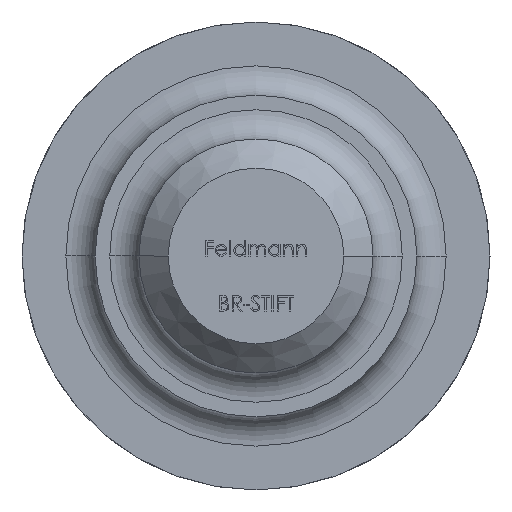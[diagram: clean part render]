
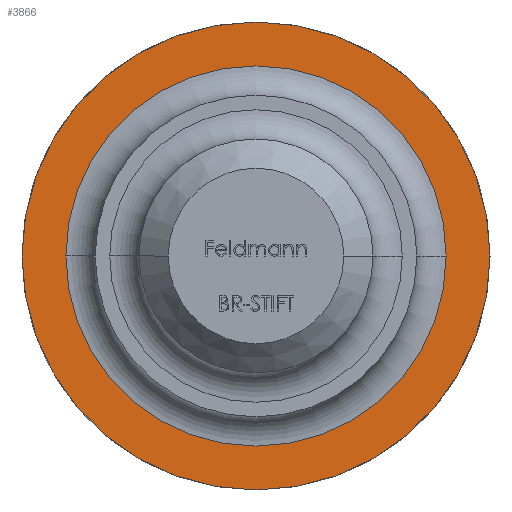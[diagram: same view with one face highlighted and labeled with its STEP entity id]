
A CAD part, front view. The second image highlights one B-rep face of the part: STEP entity #3866.
In plain terms, the highlighted planar face has unit normal (0, -1, 0).
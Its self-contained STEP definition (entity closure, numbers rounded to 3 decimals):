
#16 = EDGE_LOOP ( 'NONE', ( #1441, #472 ) ) ;
#101 = DIRECTION ( 'NONE',  ( 0., -1., 0. ) ) ;
#141 = AXIS2_PLACEMENT_3D ( 'NONE', #7686, #101, #8543 ) ;
#275 = DIRECTION ( 'NONE',  ( 1., 0., 0. ) ) ;
#309 = CIRCLE ( 'NONE', #3002, 6.5 ) ;
#472 = ORIENTED_EDGE ( 'NONE', *, *, #2710, .T. ) ;
#790 = FACE_OUTER_BOUND ( 'NONE', #16, .T. ) ;
#1258 = CARTESIAN_POINT ( 'NONE',  ( 0., 5., 0. ) ) ;
#1441 = ORIENTED_EDGE ( 'NONE', *, *, #4459, .T. ) ;
#1505 = DIRECTION ( 'NONE',  ( 1., 0., 0. ) ) ;
#1539 = CARTESIAN_POINT ( 'NONE',  ( 6.5, 5., 0. ) ) ;
#2009 = CARTESIAN_POINT ( 'NONE',  ( -8., 5., 0. ) ) ;
#2016 = AXIS2_PLACEMENT_3D ( 'NONE', #10367, #3560, #3678 ) ;
#2406 = EDGE_CURVE ( 'NONE', #9537, #3510, #309, .T. ) ;
#2710 = EDGE_CURVE ( 'NONE', #9994, #4937, #7729, .T. ) ;
#3002 = AXIS2_PLACEMENT_3D ( 'NONE', #1258, #8007, #7933 ) ;
#3120 = CIRCLE ( 'NONE', #7229, 8. ) ;
#3510 = VERTEX_POINT ( 'NONE', #1539 ) ;
#3560 = DIRECTION ( 'NONE',  ( 0., -1., 0. ) ) ;
#3678 = DIRECTION ( 'NONE',  ( 1., 0., 0. ) ) ;
#3724 = ORIENTED_EDGE ( 'NONE', *, *, #4197, .T. ) ;
#3866 = ADVANCED_FACE ( 'NONE', ( #10592, #790 ), #7692, .T. ) ;
#4197 = EDGE_CURVE ( 'NONE', #3510, #9537, #9042, .T. ) ;
#4459 = EDGE_CURVE ( 'NONE', #4937, #9994, #3120, .T. ) ;
#4937 = VERTEX_POINT ( 'NONE', #6861 ) ;
#6861 = CARTESIAN_POINT ( 'NONE',  ( 8., 5., 0. ) ) ;
#6947 = CARTESIAN_POINT ( 'NONE',  ( 0., 5., 0. ) ) ;
#7229 = AXIS2_PLACEMENT_3D ( 'NONE', #6947, #8560, #275 ) ;
#7686 = CARTESIAN_POINT ( 'NONE',  ( 0., 5., 0. ) ) ;
#7692 = PLANE ( 'NONE',  #2016 ) ;
#7729 = CIRCLE ( 'NONE', #141, 8. ) ;
#7929 = EDGE_LOOP ( 'NONE', ( #3724, #9043 ) ) ;
#7933 = DIRECTION ( 'NONE',  ( 1., 0., 0. ) ) ;
#8007 = DIRECTION ( 'NONE',  ( 0., 1., 0. ) ) ;
#8543 = DIRECTION ( 'NONE',  ( 1., 0., 0. ) ) ;
#8560 = DIRECTION ( 'NONE',  ( 0., -1., 0. ) ) ;
#9042 = CIRCLE ( 'NONE', #10432, 6.5 ) ;
#9043 = ORIENTED_EDGE ( 'NONE', *, *, #2406, .T. ) ;
#9537 = VERTEX_POINT ( 'NONE', #10503 ) ;
#9824 = DIRECTION ( 'NONE',  ( 0., 1., 0. ) ) ;
#9994 = VERTEX_POINT ( 'NONE', #2009 ) ;
#10367 = CARTESIAN_POINT ( 'NONE',  ( 5.5, 5., 0. ) ) ;
#10432 = AXIS2_PLACEMENT_3D ( 'NONE', #10659, #9824, #1505 ) ;
#10503 = CARTESIAN_POINT ( 'NONE',  ( -6.5, 5., 0. ) ) ;
#10592 = FACE_BOUND ( 'NONE', #7929, .T. ) ;
#10659 = CARTESIAN_POINT ( 'NONE',  ( 0., 5., 0. ) ) ;
